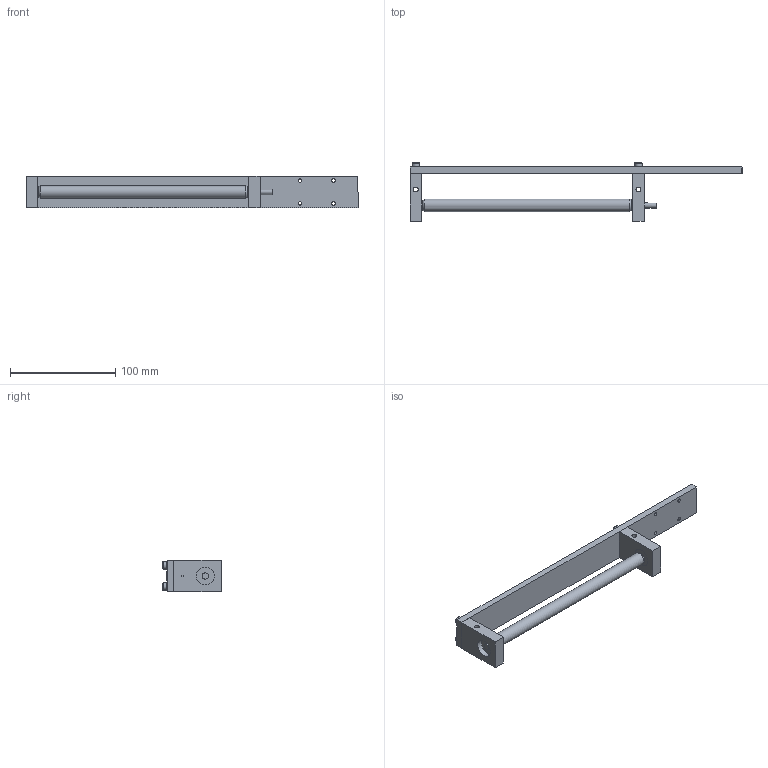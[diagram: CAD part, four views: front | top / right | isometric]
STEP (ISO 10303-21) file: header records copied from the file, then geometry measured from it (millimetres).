
FILE_DESCRIPTION(/* description */ (''),/* implementation_level */ '2;1');
FILE_NAME(/* name */ 'Powder Roller v36.step',/* time_stamp */ '2022-07-15T23:05:30+02:00',/* author */ (''),/* organization */ (''),/* preprocessor_version */ 'ST-DEVELOPER v19',/* originating_system */ 'Autodesk Translation Framework v11.7.0.108',/* authorisation */ '');
FILE_SCHEMA (('AUTOMOTIVE_DESIGN { 1 0 10303 214 3 1 1 }'));
Length unit declared in the file: millimetre
Products named in the file (7): Powder Roller; Roller Bearing(Mirror); Roller(Mirror); Roller Uprights(Mirror); Roller Top Plate(Mirror); F25SSN2P-Step v1(Mirror); 91290A306_Black-Oxide Alloy Steel Socket Head Screw(Mirror)
Assembly tree (11 placements, depth 2):
  Powder Roller
    Roller Bearing(Mirror)  x2
    Roller(Mirror)
    Roller Uprights(Mirror)
    Roller Top Plate(Mirror)
    F25SSN2P-Step v1(Mirror)  x2
    91290A306_Black-Oxide Alloy Steel Socket Head Screw(Mirror)  x4
Bounding box: 314.75 x 55.35 x 30 mm (x, y, z)
Volume: 108108.8 mm3; surface area: 47694 mm2
Topology: 12 solids, 12 shells, 361 faces, 898 edges, 578 vertices
Faces by surface type: cylinder 218, plane 79, cone 54, bspline 8, torus 2
Full cylindrical faces by diameter (mm): 3.091 x80, 3.332 x4, 3.4 x4, 4 x84, 4.5 x6, 5 x1, 5.85 x2, 6 x2, 6.35 x2, 7 x4, 8 x2, 8.115 x2, 8.62 x4, 8.623 x2, 9.144 x2, 12 x1, 16.98 x2, 17 x2
Entity records: 8457 total; most frequent: CARTESIAN_POINT 4901, ORIENTED_EDGE 676, DIRECTION 658, EDGE_CURVE 338, AXIS2_PLACEMENT_3D 258, VERTEX_POINT 222, EDGE_LOOP 192, FACE_OUTER_BOUND 145
